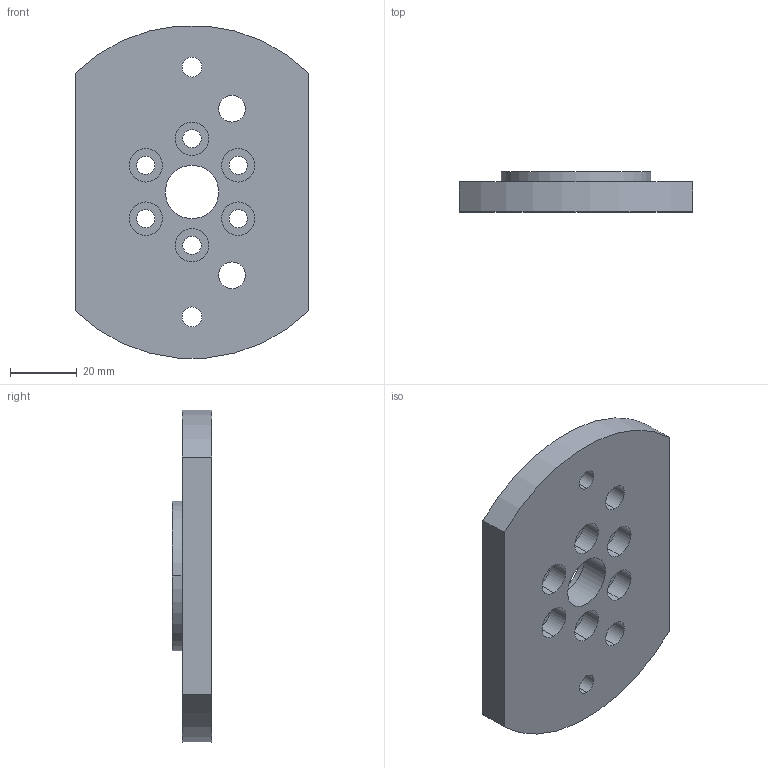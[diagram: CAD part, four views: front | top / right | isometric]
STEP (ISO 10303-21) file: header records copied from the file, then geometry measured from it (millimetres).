
FILE_DESCRIPTION (( 'STEP AP203' ), '1' );
FILE_NAME ('FRA262v4-Rotor Flange.STEP', '2025-03-04T21:21:53', ( '' ), ( '' ), 'SwSTEP 2.0', 'SolidWorks 2024', '' );
FILE_SCHEMA (( 'CONFIG_CONTROL_DESIGN' ));
Length unit declared in the file: millimetre
Products named in the file (1): FRA262v4-Rotor Flange
Bounding box: 70 x 12 x 99.63 mm (x, y, z)
Volume: 54245.5 mm3; surface area: 18059.4 mm2
Topology: 1 solids, 1 shells, 52 faces, 126 edges, 84 vertices
Faces by surface type: cylinder 40, plane 12
Entity records: 1691 total; most frequent: DIRECTION 312, CARTESIAN_POINT 263, ORIENTED_EDGE 252, AXIS2_PLACEMENT_3D 133, EDGE_CURVE 126, VERTEX_POINT 84, EDGE_LOOP 82, CIRCLE 80
